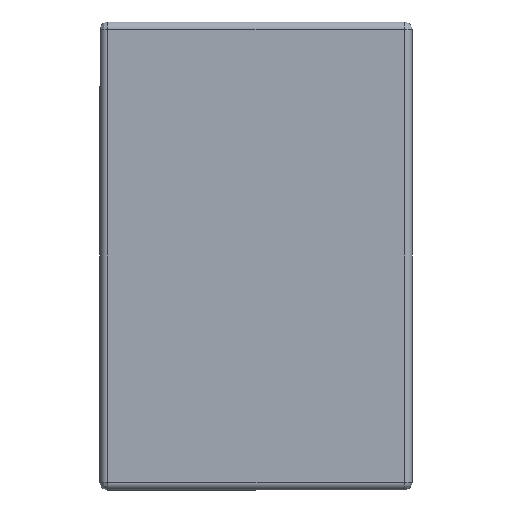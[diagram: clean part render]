
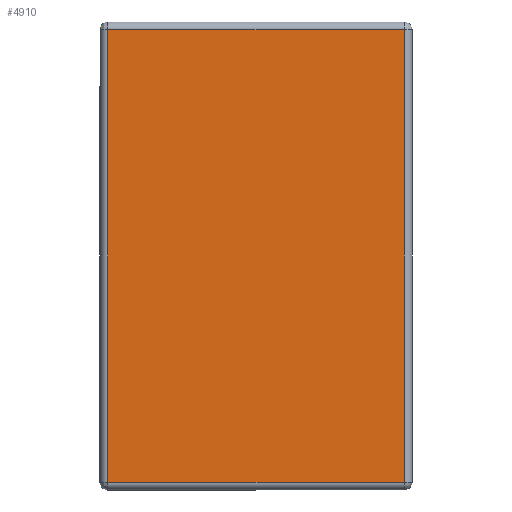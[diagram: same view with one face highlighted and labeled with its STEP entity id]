
A CAD part, front view. The second image highlights one B-rep face of the part: STEP entity #4910.
In plain terms, the highlighted planar face has unit normal (0, -1, 0).
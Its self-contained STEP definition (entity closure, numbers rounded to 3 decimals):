
#88 = LINE ( 'NONE', #4046, #3001 ) ;
#118 = DIRECTION ( 'NONE',  ( 0., 0., -1. ) ) ;
#286 = AXIS2_PLACEMENT_3D ( 'NONE', #1161, #1686, #2910 ) ;
#311 = DIRECTION ( 'NONE',  ( 1., 0., 0. ) ) ;
#358 = PLANE ( 'NONE',  #286 ) ;
#421 = CARTESIAN_POINT ( 'NONE',  ( 56.535, 0., -90.857 ) ) ;
#466 = CARTESIAN_POINT ( 'NONE',  ( -19.465, 0., 25.143 ) ) ;
#843 = VECTOR ( 'NONE', #2648, 1000. ) ;
#906 = VERTEX_POINT ( 'NONE', #421 ) ;
#1135 = FACE_OUTER_BOUND ( 'NONE', #2971, .T. ) ;
#1161 = CARTESIAN_POINT ( 'NONE',  ( -21.465, 0., 27.143 ) ) ;
#1254 = DIRECTION ( 'NONE',  ( 0., 0., 1. ) ) ;
#1686 = DIRECTION ( 'NONE',  ( 0., 1., 0. ) ) ;
#2229 = EDGE_CURVE ( 'NONE', #5072, #906, #88, .T. ) ;
#2510 = EDGE_CURVE ( 'NONE', #2907, #2861, #3430, .T. ) ;
#2617 = ORIENTED_EDGE ( 'NONE', *, *, #2229, .F. ) ;
#2648 = DIRECTION ( 'NONE',  ( -1., 0., 0. ) ) ;
#2861 = VERTEX_POINT ( 'NONE', #466 ) ;
#2907 = VERTEX_POINT ( 'NONE', #4152 ) ;
#2910 = DIRECTION ( 'NONE',  ( 0., 0., 1. ) ) ;
#2971 = EDGE_LOOP ( 'NONE', ( #5530, #5246, #2617, #4823 ) ) ;
#3001 = VECTOR ( 'NONE', #118, 1000. ) ;
#3014 = EDGE_CURVE ( 'NONE', #2861, #5072, #4178, .T. ) ;
#3109 = CARTESIAN_POINT ( 'NONE',  ( -21.465, 0., -90.857 ) ) ;
#3396 = CARTESIAN_POINT ( 'NONE',  ( -21.465, 0., 25.143 ) ) ;
#3430 = LINE ( 'NONE', #5177, #3581 ) ;
#3581 = VECTOR ( 'NONE', #1254, 1000. ) ;
#4046 = CARTESIAN_POINT ( 'NONE',  ( 56.535, 0., 27.143 ) ) ;
#4069 = EDGE_CURVE ( 'NONE', #906, #2907, #4825, .T. ) ;
#4152 = CARTESIAN_POINT ( 'NONE',  ( -19.465, 0., -90.857 ) ) ;
#4178 = LINE ( 'NONE', #3396, #4956 ) ;
#4823 = ORIENTED_EDGE ( 'NONE', *, *, #3014, .F. ) ;
#4825 = LINE ( 'NONE', #3109, #843 ) ;
#4854 = CARTESIAN_POINT ( 'NONE',  ( 56.535, 0., 25.143 ) ) ;
#4910 = ADVANCED_FACE ( 'NONE', ( #1135 ), #358, .F. ) ;
#4956 = VECTOR ( 'NONE', #311, 1000. ) ;
#5072 = VERTEX_POINT ( 'NONE', #4854 ) ;
#5177 = CARTESIAN_POINT ( 'NONE',  ( -19.465, 0., 27.143 ) ) ;
#5246 = ORIENTED_EDGE ( 'NONE', *, *, #4069, .F. ) ;
#5530 = ORIENTED_EDGE ( 'NONE', *, *, #2510, .F. ) ;
